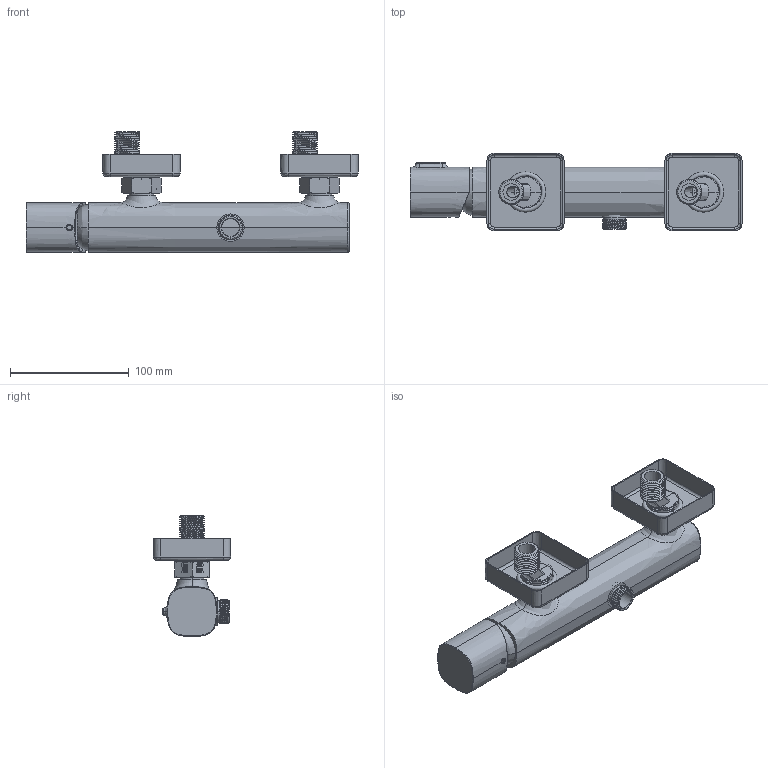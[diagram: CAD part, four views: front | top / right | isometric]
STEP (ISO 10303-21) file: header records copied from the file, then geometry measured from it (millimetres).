
FILE_DESCRIPTION((''),'2;1');
FILE_NAME('WUM338113_ASM','2020-06-30T',('fth20'),(''),'CREO PARAMETRIC BY PTC INC, 2015480','CREO PARAMETRIC BY PTC INC, 2015480','');
FILE_SCHEMA(('CONFIG_CONTROL_DESIGN'));
Products named in the file (16): 80T338113; 8JTSW001; 19X2; 8NMSW001; 24X15X3; 80Q01000; 80Q67000; JIETOU-3_ASM; J10350; 8YG16045; 8ZG16045; 80P35WUM2; 8JT1A200; 8J22X2; 81W28199; WUM338113_ASM
Assembly tree (16 placements, depth 3):
  WUM338113_ASM
    80T338113
    JIETOU-3_ASM  x2
      8JTSW001
      19X2
      8NMSW001
      24X15X3
      80Q01000
      80Q67000
    J10350
    8YG16045
    8ZG16045
    80P35WUM2
    8JT1A200
    8J22X2
    81W28199
Bounding box: 279.9 x 65 x 102 mm (x, y, z)
Surface area: 157455.1 mm2 (no closed solid volume)
Topology: 0 solids, 0 shells, 783 faces, 4064 edges, 4025 vertices
Faces by surface type: bspline 735, torus 48
Entity records: 89321 total; most frequent: CARTESIAN_POINT 65910, DIRECTION 3294, DEFINITIONAL_REPRESENTATION 2796, PCURVE 2796, COMPOSITE_CURVE_SEGMENT 2796, TRIMMED_CURVE 2750, VECTOR 2350, LINE 2350
